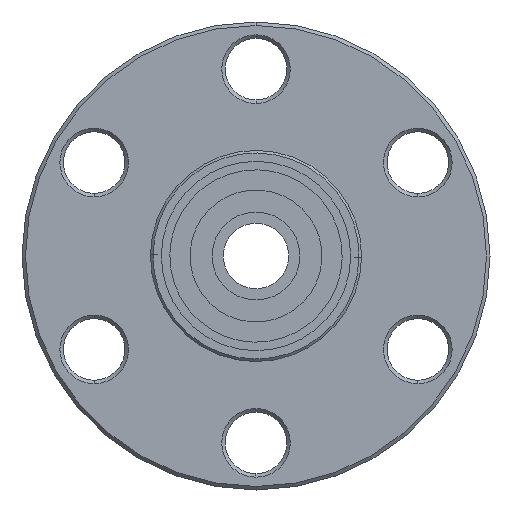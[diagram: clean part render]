
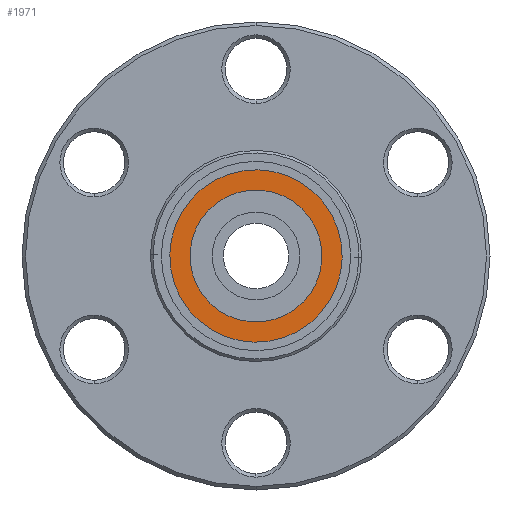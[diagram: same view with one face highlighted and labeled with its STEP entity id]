
A CAD part, front view. The second image highlights one B-rep face of the part: STEP entity #1971.
In plain terms, the highlighted planar face has unit normal (0, -1, 0).
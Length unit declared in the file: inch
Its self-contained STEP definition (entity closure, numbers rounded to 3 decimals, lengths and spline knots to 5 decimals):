
#158 = EDGE_CURVE ( 'NONE', #1842, #822, #2275, .T. ) ;
#352 = FACE_BOUND ( 'NONE', #892, .T. ) ;
#547 = DIRECTION ( 'NONE',  ( 0., -1., 0. ) ) ;
#600 = DIRECTION ( 'NONE',  ( 0., -1., 0. ) ) ;
#725 = CARTESIAN_POINT ( 'NONE',  ( 0., -1.31975, 0. ) ) ;
#728 = AXIS2_PLACEMENT_3D ( 'NONE', #725, #1790, #1396 ) ;
#781 = CARTESIAN_POINT ( 'NONE',  ( -0.11367, -1.31975, -0.03846 ) ) ;
#822 = VERTEX_POINT ( 'NONE', #1696 ) ;
#892 = EDGE_LOOP ( 'NONE', ( #1221, #1108 ) ) ;
#1080 = VERTEX_POINT ( 'NONE', #1772 ) ;
#1108 = ORIENTED_EDGE ( 'NONE', *, *, #158, .F. ) ;
#1189 = VERTEX_POINT ( 'NONE', #1333 ) ;
#1221 = ORIENTED_EDGE ( 'NONE', *, *, #2762, .F. ) ;
#1333 = CARTESIAN_POINT ( 'NONE',  ( -0.23207, -1.31975, -0.07853 ) ) ;
#1396 = DIRECTION ( 'NONE',  ( -0.947, 0., -0.321 ) ) ;
#1473 = PLANE ( 'NONE',  #2457 ) ;
#1482 = DIRECTION ( 'NONE',  ( -0.947, 0., -0.321 ) ) ;
#1506 = CIRCLE ( 'NONE', #2448, 0.1875 ) ;
#1564 = AXIS2_PLACEMENT_3D ( 'NONE', #2573, #547, #1482 ) ;
#1582 = CIRCLE ( 'NONE', #728, 0.245 ) ;
#1696 = CARTESIAN_POINT ( 'NONE',  ( 0.05102, -1.31975, -0.18043 ) ) ;
#1707 = CARTESIAN_POINT ( 'NONE',  ( 0., -1.31975, 0. ) ) ;
#1772 = CARTESIAN_POINT ( 'NONE',  ( 0.23207, -1.31975, 0.07853 ) ) ;
#1790 = DIRECTION ( 'NONE',  ( 0., -1., 0. ) ) ;
#1842 = VERTEX_POINT ( 'NONE', #2300 ) ;
#1862 = EDGE_CURVE ( 'NONE', #1080, #1189, #1582, .T. ) ;
#1944 = AXIS2_PLACEMENT_3D ( 'NONE', #1707, #600, #2171 ) ;
#1971 = ADVANCED_FACE ( 'NONE', ( #352, #2595 ), #1473, .T. ) ;
#1991 = ORIENTED_EDGE ( 'NONE', *, *, #1862, .T. ) ;
#2036 = EDGE_LOOP ( 'NONE', ( #2271, #1991 ) ) ;
#2171 = DIRECTION ( 'NONE',  ( 0., 0., -1. ) ) ;
#2224 = EDGE_CURVE ( 'NONE', #1189, #1080, #2594, .T. ) ;
#2271 = ORIENTED_EDGE ( 'NONE', *, *, #2224, .T. ) ;
#2275 = CIRCLE ( 'NONE', #1944, 0.1875 ) ;
#2300 = CARTESIAN_POINT ( 'NONE',  ( -0.05102, -1.31975, 0.18043 ) ) ;
#2327 = DIRECTION ( 'NONE',  ( 0., 0., -1. ) ) ;
#2352 = DIRECTION ( 'NONE',  ( 0., -1., 0. ) ) ;
#2374 = DIRECTION ( 'NONE',  ( -0.947, 0., -0.321 ) ) ;
#2448 = AXIS2_PLACEMENT_3D ( 'NONE', #2787, #2352, #2327 ) ;
#2457 = AXIS2_PLACEMENT_3D ( 'NONE', #781, #2567, #2374 ) ;
#2567 = DIRECTION ( 'NONE',  ( 0., -1., 0. ) ) ;
#2573 = CARTESIAN_POINT ( 'NONE',  ( 0., -1.31975, 0. ) ) ;
#2594 = CIRCLE ( 'NONE', #1564, 0.245 ) ;
#2595 = FACE_OUTER_BOUND ( 'NONE', #2036, .T. ) ;
#2762 = EDGE_CURVE ( 'NONE', #822, #1842, #1506, .T. ) ;
#2787 = CARTESIAN_POINT ( 'NONE',  ( 0., -1.31975, 0. ) ) ;
